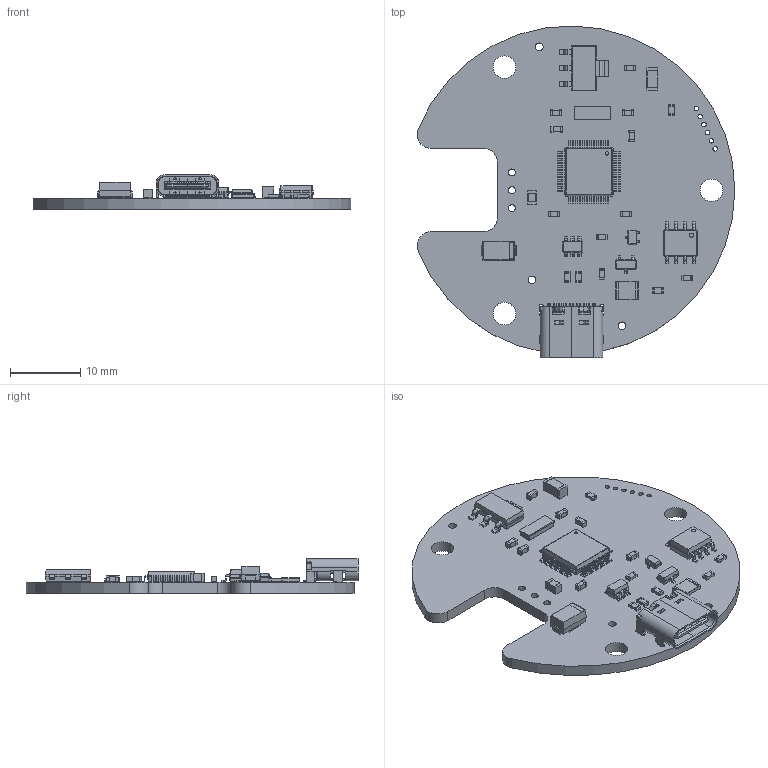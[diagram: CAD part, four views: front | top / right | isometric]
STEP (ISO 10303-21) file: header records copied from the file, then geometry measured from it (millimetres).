
FILE_DESCRIPTION(('KiCad electronic assembly'),'2;1');
FILE_NAME('Hall.step','2024-12-19T11:26:42',('Pcbnew'),('Kicad'), 'Open CASCADE STEP processor 7.8','KiCad to STEP converter','Unknown' );
FILE_SCHEMA(('AUTOMOTIVE_DESIGN { 1 0 10303 214 1 1 1 1 }'));
Length unit declared in the file: millimetre
Products named in the file (30): Hall 1; SOT-23; SOT_23; C_0603_1608Metric; SOT-23-6; SOT_23_6; SOT-323_SC-70; SOT_323_SC_70; R_0603_1608Metric; C_0805_2012Metric; SOT-223; SOT_223; D_SMA; C_1206_3216Metric; USB_C_Receptacle_GCT_USB4105-xx-A_16P_TopMnt_Horizontal; USB_C_Receptacle_16P_TopMnt_Horizontal_GCT_USB4105-xx-A; Crystal_SMD_MicroCrystal_CC4V-T1A-2Pin_5.0x1.9mm; MicroCrystal_CC4V_T1A; R_1210_3225Metric; LQFP-48_7x7mm_P0.5mm; LQFP_48_7x7mm_P05mm; SOIC-8_3.9x4.9mm_P1.27mm; SOIC_8_39x49mm_P127mm; Hall_PCB
Assembly tree (41 placements, depth 3):
  Hall 1
    SOT-23
      SOT_23
    C_0603_1608Metric  x7
      C_0603_1608Metric
    SOT-23-6
      SOT_23_6
    SOT-323_SC-70
      SOT_323_SC_70
    R_0603_1608Metric  x7
      R_0603_1608Metric
    C_0805_2012Metric
      C_0805_2012Metric
    SOT-223
      SOT_223
    D_SMA
      D_SMA
    C_1206_3216Metric
      C_1206_3216Metric
    USB_C_Receptacle_GCT_USB4105-xx-A_16P_TopMnt_Horizontal
      USB_C_Receptacle_16P_TopMnt_Horizontal_GCT_USB4105-xx-A
    Crystal_SMD_MicroCrystal_CC4V-T1A-2Pin_5.0x1.9mm
      MicroCrystal_CC4V_T1A
    R_1210_3225Metric
      R_1210_3225Metric
    LQFP-48_7x7mm_P0.5mm
      LQFP_48_7x7mm_P05mm
    SOIC-8_3.9x4.9mm_P1.27mm
      SOIC_8_39x49mm_P127mm
    Hall_PCB
Bounding box: 45.32 x 47.36 x 4.96 mm (x, y, z)
Volume: 2783.1 mm3; surface area: 4649.2 mm2
Topology: 62 solids, 62 shells, 2494 faces, 6447 edges, 4094 vertices
Faces by surface type: plane 1616, cylinder 648, bspline 222, cone 8
Full cylindrical faces by diameter (mm): 0.5 x3, 0.6 x1, 0.65 x8, 1 x3, 1.1 x3, 3.2 x3
Entity records: 83555 total; most frequent: CARTESIAN_POINT 15273, ORIENTED_EDGE 11214, DIRECTION 10415, EDGE_CURVE 5607, LINE 4311, VECTOR 4311, VERTEX_POINT 3542, AXIS2_PLACEMENT_3D 3052
